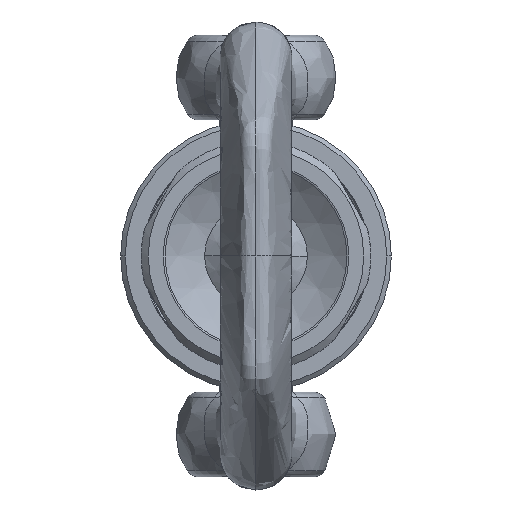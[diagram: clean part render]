
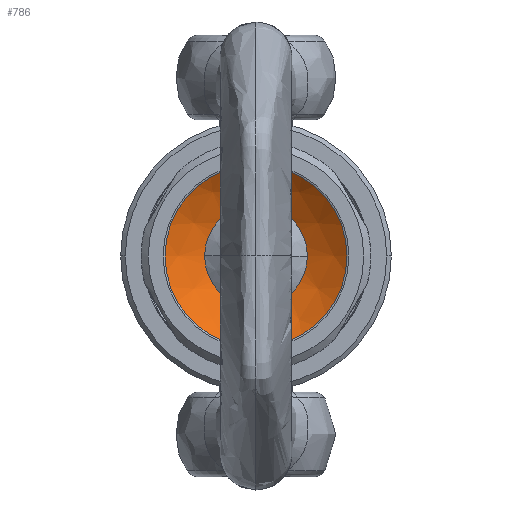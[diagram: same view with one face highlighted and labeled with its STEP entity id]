
A CAD part, left-side view. The second image highlights one B-rep face of the part: STEP entity #786.
In plain terms, the highlighted spherical face has radius 30 mm.
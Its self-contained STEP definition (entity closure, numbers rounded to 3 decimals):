
#786=ADVANCED_FACE('',(#1728,#1729),#1730,.F.);
#1728=FACE_OUTER_BOUND('',#13438,.T.);
#1729=FACE_BOUND('',#13439,.T.);
#1730=SPHERICAL_SURFACE('',#13440,30.0);
#13438=EDGE_LOOP('',(#15710,#15711));
#13439=EDGE_LOOP('',(#15712,#15713));
#13440=AXIS2_PLACEMENT_3D('',#15714,#15715,#15716);
#15710=ORIENTED_EDGE('',*,*,#17866,.T.);
#15711=ORIENTED_EDGE('',*,*,#17900,.T.);
#15712=ORIENTED_EDGE('',*,*,#17889,.T.);
#15713=ORIENTED_EDGE('',*,*,#17884,.T.);
#15714=CARTESIAN_POINT('',(-22.361,0.0,0.0));
#15715=DIRECTION('',(0.0,0.0,-1.0));
#15716=DIRECTION('',(0.0,1.0,0.0));
#17866=EDGE_CURVE('',#19585,#19589,#19591,.T.);
#17884=EDGE_CURVE('',#19621,#19619,#19622,.T.);
#17889=EDGE_CURVE('',#19619,#19621,#19628,.T.);
#17900=EDGE_CURVE('',#19589,#19585,#19641,.T.);
#19585=VERTEX_POINT('',#29578);
#19589=VERTEX_POINT('',#29582);
#19591=CIRCLE('',#29584,19.831);
#19619=VERTEX_POINT('',#29616);
#19621=VERTEX_POINT('',#29619);
#19622=CIRCLE('',#29620,11.2);
#19628=CIRCLE('',#29627,11.2);
#19641=CIRCLE('',#29641,19.831);
#29578=CARTESIAN_POINT('',(0.15,0.0,19.831));
#29582=CARTESIAN_POINT('',(0.15,0.,-19.831));
#29584=AXIS2_PLACEMENT_3D('',#31728,#31729,#31730);
#29616=CARTESIAN_POINT('',(5.47,0.,11.2));
#29619=CARTESIAN_POINT('',(5.47,0.,-11.2));
#29620=AXIS2_PLACEMENT_3D('',#31760,#31761,#31762);
#29627=AXIS2_PLACEMENT_3D('',#31770,#31771,#31772);
#29641=AXIS2_PLACEMENT_3D('',#31786,#31787,#31788);
#31728=CARTESIAN_POINT('',(0.15,0.0,0.0));
#31729=DIRECTION('',(-1.0,0.0,0.0));
#31730=DIRECTION('',(0.0,0.0,1.0));
#31760=CARTESIAN_POINT('',(5.47,0.,0.));
#31761=DIRECTION('',(1.0,0.,0.));
#31762=DIRECTION('',(0.,-1.0,0.));
#31770=CARTESIAN_POINT('',(5.47,0.,0.));
#31771=DIRECTION('',(1.0,0.,0.));
#31772=DIRECTION('',(0.,-1.0,0.));
#31786=CARTESIAN_POINT('',(0.15,0.0,0.0));
#31787=DIRECTION('',(-1.0,0.0,0.0));
#31788=DIRECTION('',(0.0,0.0,1.0));
